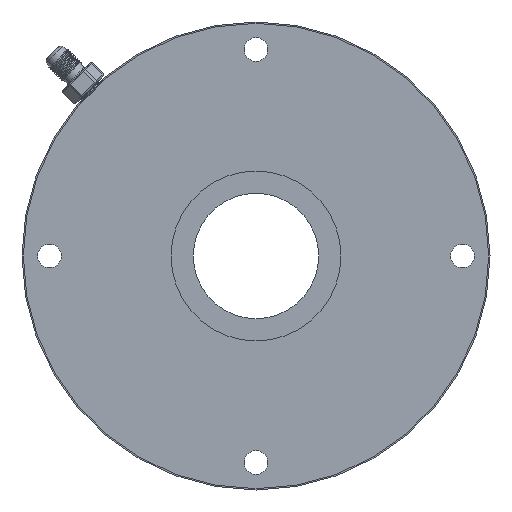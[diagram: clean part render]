
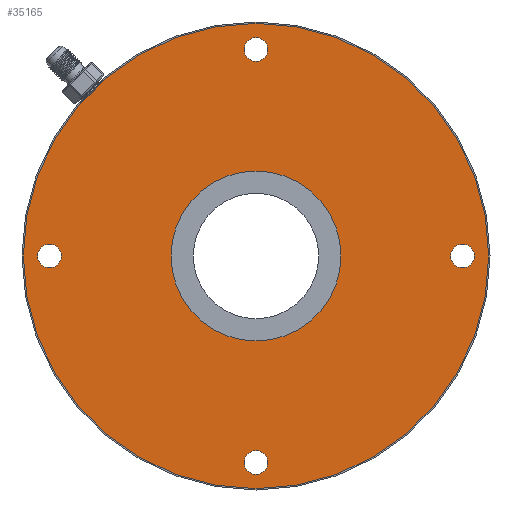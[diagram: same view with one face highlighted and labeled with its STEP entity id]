
A CAD part, front view. The second image highlights one B-rep face of the part: STEP entity #35165.
In plain terms, the highlighted planar face has unit normal (0, -1, 0).
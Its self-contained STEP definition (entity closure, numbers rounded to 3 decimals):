
#348 = VERTEX_POINT ( 'NONE', #12402 ) ;
#530 = DIRECTION ( 'NONE',  ( -1., 0., 0. ) ) ;
#1671 = AXIS2_PLACEMENT_3D ( 'NONE', #1830, #22096, #25845 ) ;
#1830 = CARTESIAN_POINT ( 'NONE',  ( 0., -126., 79. ) ) ;
#1891 = AXIS2_PLACEMENT_3D ( 'NONE', #2135, #6183, #18625 ) ;
#2135 = CARTESIAN_POINT ( 'NONE',  ( 0., -126., -79. ) ) ;
#2303 = CIRCLE ( 'NONE', #22986, 32.5 ) ;
#2589 = ORIENTED_EDGE ( 'NONE', *, *, #11346, .T. ) ;
#4711 = CIRCLE ( 'NONE', #51244, 4.5 ) ;
#4923 = CARTESIAN_POINT ( 'NONE',  ( 0., -126., 0. ) ) ;
#5719 = CARTESIAN_POINT ( 'NONE',  ( 0., -126., 74.5 ) ) ;
#5820 = EDGE_LOOP ( 'NONE', ( #28366, #20400 ) ) ;
#5888 = VERTEX_POINT ( 'NONE', #5719 ) ;
#6183 = DIRECTION ( 'NONE',  ( 0., 1., 0. ) ) ;
#6203 = CIRCLE ( 'NONE', #33729, 89. ) ;
#6489 = CARTESIAN_POINT ( 'NONE',  ( -79., -126., 0. ) ) ;
#7081 = CIRCLE ( 'NONE', #18309, 4.5 ) ;
#7672 = EDGE_LOOP ( 'NONE', ( #38731, #24066 ) ) ;
#8570 = EDGE_CURVE ( 'NONE', #29431, #46979, #2303, .T. ) ;
#10115 = AXIS2_PLACEMENT_3D ( 'NONE', #11458, #45426, #32147 ) ;
#10454 = DIRECTION ( 'NONE',  ( -1., 0., 0. ) ) ;
#10604 = CARTESIAN_POINT ( 'NONE',  ( 32.5, -126., 0. ) ) ;
#10649 = VERTEX_POINT ( 'NONE', #19005 ) ;
#11346 = EDGE_CURVE ( 'NONE', #14072, #19860, #52320, .T. ) ;
#11357 = VERTEX_POINT ( 'NONE', #36207 ) ;
#11458 = CARTESIAN_POINT ( 'NONE',  ( -79., -126., 0. ) ) ;
#12397 = CARTESIAN_POINT ( 'NONE',  ( 0., -126., -74.5 ) ) ;
#12402 = CARTESIAN_POINT ( 'NONE',  ( 83.5, -126., 0. ) ) ;
#12879 = CARTESIAN_POINT ( 'NONE',  ( 0., -126., 0. ) ) ;
#13734 = VERTEX_POINT ( 'NONE', #47289 ) ;
#13880 = FACE_BOUND ( 'NONE', #49866, .T. ) ;
#14072 = VERTEX_POINT ( 'NONE', #21732 ) ;
#14162 = FACE_BOUND ( 'NONE', #35442, .T. ) ;
#16017 = DIRECTION ( 'NONE',  ( -1., 0., 0. ) ) ;
#16436 = AXIS2_PLACEMENT_3D ( 'NONE', #12879, #48792, #28248 ) ;
#16820 = CARTESIAN_POINT ( 'NONE',  ( 0., -126., 0. ) ) ;
#16974 = CARTESIAN_POINT ( 'NONE',  ( -32.5, -126., 0. ) ) ;
#16989 = DIRECTION ( 'NONE',  ( -1., 0., 0. ) ) ;
#17219 = CARTESIAN_POINT ( 'NONE',  ( -83.5, -126., 0. ) ) ;
#18262 = DIRECTION ( 'NONE',  ( 0., 1., 0. ) ) ;
#18309 = AXIS2_PLACEMENT_3D ( 'NONE', #23608, #18262, #10454 ) ;
#18376 = DIRECTION ( 'NONE',  ( 1., 0., 0. ) ) ;
#18419 = EDGE_CURVE ( 'NONE', #46979, #29431, #34485, .T. ) ;
#18491 = CARTESIAN_POINT ( 'NONE',  ( -32.5, -126., 0. ) ) ;
#18598 = DIRECTION ( 'NONE',  ( -1., 0., 0. ) ) ;
#18625 = DIRECTION ( 'NONE',  ( 0., 0., 1. ) ) ;
#18920 = ORIENTED_EDGE ( 'NONE', *, *, #21870, .T. ) ;
#19005 = CARTESIAN_POINT ( 'NONE',  ( 0., -126., 83.5 ) ) ;
#19148 = CIRCLE ( 'NONE', #1891, 4.5 ) ;
#19316 = EDGE_CURVE ( 'NONE', #5888, #10649, #52701, .T. ) ;
#19630 = EDGE_CURVE ( 'NONE', #29569, #11357, #6203, .T. ) ;
#19776 = CARTESIAN_POINT ( 'NONE',  ( 0., -126., 79. ) ) ;
#19860 = VERTEX_POINT ( 'NONE', #17219 ) ;
#20233 = ORIENTED_EDGE ( 'NONE', *, *, #8570, .T. ) ;
#20400 = ORIENTED_EDGE ( 'NONE', *, *, #34677, .T. ) ;
#20551 = CARTESIAN_POINT ( 'NONE',  ( 79., -126., 0. ) ) ;
#20852 = DIRECTION ( 'NONE',  ( 0., 1., 0. ) ) ;
#21732 = CARTESIAN_POINT ( 'NONE',  ( -74.5, -126., 0. ) ) ;
#21870 = EDGE_CURVE ( 'NONE', #348, #13734, #4711, .T. ) ;
#22096 = DIRECTION ( 'NONE',  ( 0., 1., 0. ) ) ;
#22986 = AXIS2_PLACEMENT_3D ( 'NONE', #4923, #38046, #18598 ) ;
#23033 = FACE_BOUND ( 'NONE', #5820, .T. ) ;
#23510 = DIRECTION ( 'NONE',  ( 0., 1., 0. ) ) ;
#23581 = CIRCLE ( 'NONE', #30462, 89. ) ;
#23608 = CARTESIAN_POINT ( 'NONE',  ( 79., -126., 0. ) ) ;
#23720 = DIRECTION ( 'NONE',  ( 0., 1., 0. ) ) ;
#24066 = ORIENTED_EDGE ( 'NONE', *, *, #30404, .F. ) ;
#25845 = DIRECTION ( 'NONE',  ( 0., 0., -1. ) ) ;
#25954 = EDGE_CURVE ( 'NONE', #19860, #14072, #31194, .T. ) ;
#27732 = CARTESIAN_POINT ( 'NONE',  ( 0., -126., -79. ) ) ;
#28248 = DIRECTION ( 'NONE',  ( -1., 0., 0. ) ) ;
#28366 = ORIENTED_EDGE ( 'NONE', *, *, #19316, .T. ) ;
#28508 = EDGE_LOOP ( 'NONE', ( #2589, #35124 ) ) ;
#28867 = EDGE_CURVE ( 'NONE', #13734, #348, #7081, .T. ) ;
#29431 = VERTEX_POINT ( 'NONE', #16974 ) ;
#29462 = AXIS2_PLACEMENT_3D ( 'NONE', #6489, #23720, #18376 ) ;
#29569 = VERTEX_POINT ( 'NONE', #36015 ) ;
#30288 = FACE_OUTER_BOUND ( 'NONE', #7672, .T. ) ;
#30404 = EDGE_CURVE ( 'NONE', #11357, #29569, #23581, .T. ) ;
#30462 = AXIS2_PLACEMENT_3D ( 'NONE', #33097, #41744, #16989 ) ;
#31057 = DIRECTION ( 'NONE',  ( 0., 0., -1. ) ) ;
#31092 = FACE_BOUND ( 'NONE', #28508, .T. ) ;
#31194 = CIRCLE ( 'NONE', #29462, 4.5 ) ;
#32147 = DIRECTION ( 'NONE',  ( 1., 0., 0. ) ) ;
#32714 = AXIS2_PLACEMENT_3D ( 'NONE', #18491, #34888, #51413 ) ;
#32767 = EDGE_CURVE ( 'NONE', #53082, #41790, #37491, .T. ) ;
#33097 = CARTESIAN_POINT ( 'NONE',  ( 0., -126., 0. ) ) ;
#33703 = AXIS2_PLACEMENT_3D ( 'NONE', #27732, #36359, #36637 ) ;
#33729 = AXIS2_PLACEMENT_3D ( 'NONE', #16820, #20852, #16017 ) ;
#34098 = FACE_BOUND ( 'NONE', #34223, .T. ) ;
#34223 = EDGE_LOOP ( 'NONE', ( #52246, #47966 ) ) ;
#34485 = CIRCLE ( 'NONE', #16436, 32.5 ) ;
#34677 = EDGE_CURVE ( 'NONE', #10649, #5888, #45636, .T. ) ;
#34888 = DIRECTION ( 'NONE',  ( 0., -1., 0. ) ) ;
#35124 = ORIENTED_EDGE ( 'NONE', *, *, #25954, .T. ) ;
#35165 = ADVANCED_FACE ( 'NONE', ( #31092, #23033, #14162, #34098, #13880, #30288 ), #38936, .T. ) ;
#35442 = EDGE_LOOP ( 'NONE', ( #42978, #18920 ) ) ;
#36015 = CARTESIAN_POINT ( 'NONE',  ( -89., -126., 0. ) ) ;
#36207 = CARTESIAN_POINT ( 'NONE',  ( 89., -126., 0. ) ) ;
#36359 = DIRECTION ( 'NONE',  ( 0., 1., 0. ) ) ;
#36637 = DIRECTION ( 'NONE',  ( 0., 0., 1. ) ) ;
#36960 = DIRECTION ( 'NONE',  ( 0., 1., 0. ) ) ;
#37491 = CIRCLE ( 'NONE', #33703, 4.5 ) ;
#38046 = DIRECTION ( 'NONE',  ( 0., 1., 0. ) ) ;
#38731 = ORIENTED_EDGE ( 'NONE', *, *, #19630, .F. ) ;
#38936 = PLANE ( 'NONE',  #32714 ) ;
#40575 = ORIENTED_EDGE ( 'NONE', *, *, #18419, .T. ) ;
#41744 = DIRECTION ( 'NONE',  ( 0., 1., 0. ) ) ;
#41790 = VERTEX_POINT ( 'NONE', #12397 ) ;
#42978 = ORIENTED_EDGE ( 'NONE', *, *, #28867, .T. ) ;
#44868 = EDGE_CURVE ( 'NONE', #41790, #53082, #19148, .T. ) ;
#45426 = DIRECTION ( 'NONE',  ( 0., 1., 0. ) ) ;
#45636 = CIRCLE ( 'NONE', #1671, 4.5 ) ;
#46979 = VERTEX_POINT ( 'NONE', #10604 ) ;
#47289 = CARTESIAN_POINT ( 'NONE',  ( 74.5, -126., 0. ) ) ;
#47966 = ORIENTED_EDGE ( 'NONE', *, *, #32767, .T. ) ;
#48792 = DIRECTION ( 'NONE',  ( 0., 1., 0. ) ) ;
#49825 = CARTESIAN_POINT ( 'NONE',  ( 0., -126., -83.5 ) ) ;
#49866 = EDGE_LOOP ( 'NONE', ( #20233, #40575 ) ) ;
#51244 = AXIS2_PLACEMENT_3D ( 'NONE', #20551, #36960, #530 ) ;
#51413 = DIRECTION ( 'NONE',  ( 1., 0., 0. ) ) ;
#51874 = AXIS2_PLACEMENT_3D ( 'NONE', #19776, #23510, #31057 ) ;
#52246 = ORIENTED_EDGE ( 'NONE', *, *, #44868, .T. ) ;
#52320 = CIRCLE ( 'NONE', #10115, 4.5 ) ;
#52701 = CIRCLE ( 'NONE', #51874, 4.5 ) ;
#53082 = VERTEX_POINT ( 'NONE', #49825 ) ;
